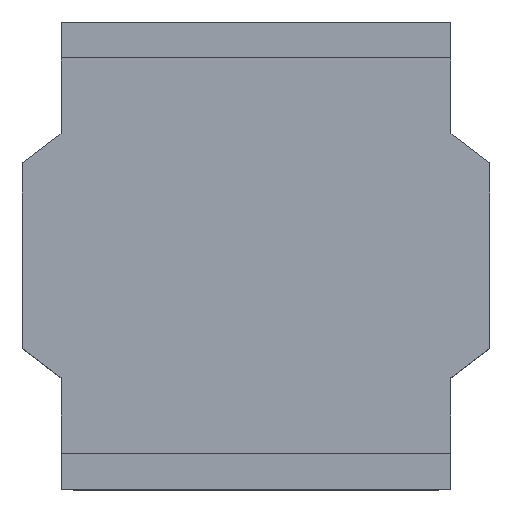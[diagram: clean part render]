
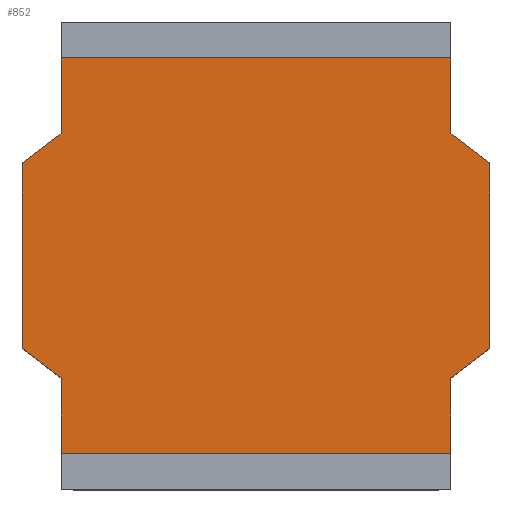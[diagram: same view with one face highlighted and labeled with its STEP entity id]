
A CAD part, top view. The second image highlights one B-rep face of the part: STEP entity #852.
In plain terms, the highlighted planar face has unit normal (0, 0, 1).
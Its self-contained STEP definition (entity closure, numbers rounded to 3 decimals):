
#51=FACE_OUTER_BOUND('',#100,.T.);
#100=EDGE_LOOP('',(#580,#581,#582,#583,#584,#585,#586,#587,#588,#589,#590,
#591));
#159=LINE('',#1253,#263);
#165=LINE('',#1266,#269);
#167=LINE('',#1271,#271);
#168=LINE('',#1273,#272);
#169=LINE('',#1275,#273);
#170=LINE('',#1276,#274);
#171=LINE('',#1278,#275);
#172=LINE('',#1280,#276);
#173=LINE('',#1282,#277);
#174=LINE('',#1284,#278);
#175=LINE('',#1285,#279);
#176=LINE('',#1286,#280);
#263=VECTOR('',#1001,1.269);
#269=VECTOR('',#1009,1.269);
#271=VECTOR('',#1013,0.518);
#272=VECTOR('',#1014,2.667);
#273=VECTOR('',#1015,0.518);
#274=VECTOR('',#1016,0.333);
#275=VECTOR('',#1017,0.333);
#276=VECTOR('',#1018,0.518);
#277=VECTOR('',#1019,2.667);
#278=VECTOR('',#1020,0.518);
#279=VECTOR('',#1021,0.333);
#280=VECTOR('',#1022,0.333);
#367=VERTEX_POINT('',#1251);
#368=VERTEX_POINT('',#1252);
#373=VERTEX_POINT('',#1263);
#374=VERTEX_POINT('',#1265);
#375=VERTEX_POINT('',#1269);
#376=VERTEX_POINT('',#1270);
#377=VERTEX_POINT('',#1272);
#378=VERTEX_POINT('',#1274);
#379=VERTEX_POINT('',#1277);
#380=VERTEX_POINT('',#1279);
#381=VERTEX_POINT('',#1281);
#382=VERTEX_POINT('',#1283);
#449=EDGE_CURVE('',#367,#368,#159,.T.);
#455=EDGE_CURVE('',#374,#373,#165,.T.);
#457=EDGE_CURVE('',#375,#376,#167,.T.);
#458=EDGE_CURVE('',#377,#375,#168,.T.);
#459=EDGE_CURVE('',#378,#377,#169,.T.);
#460=EDGE_CURVE('',#367,#378,#170,.T.);
#461=EDGE_CURVE('',#379,#368,#171,.T.);
#462=EDGE_CURVE('',#380,#379,#172,.T.);
#463=EDGE_CURVE('',#381,#380,#173,.T.);
#464=EDGE_CURVE('',#382,#381,#174,.T.);
#465=EDGE_CURVE('',#374,#382,#175,.T.);
#466=EDGE_CURVE('',#376,#373,#176,.T.);
#580=ORIENTED_EDGE('',*,*,#457,.F.);
#581=ORIENTED_EDGE('',*,*,#458,.F.);
#582=ORIENTED_EDGE('',*,*,#459,.F.);
#583=ORIENTED_EDGE('',*,*,#460,.F.);
#584=ORIENTED_EDGE('',*,*,#449,.T.);
#585=ORIENTED_EDGE('',*,*,#461,.F.);
#586=ORIENTED_EDGE('',*,*,#462,.F.);
#587=ORIENTED_EDGE('',*,*,#463,.F.);
#588=ORIENTED_EDGE('',*,*,#464,.F.);
#589=ORIENTED_EDGE('',*,*,#465,.F.);
#590=ORIENTED_EDGE('',*,*,#455,.T.);
#591=ORIENTED_EDGE('',*,*,#466,.F.);
#810=PLANE('',#917);
#852=ADVANCED_FACE('',(#51),#810,.F.);
#917=AXIS2_PLACEMENT_3D('',#1268,#1011,#1012);
#1001=DIRECTION('',(0.,1.,0.));
#1009=DIRECTION('',(0.,-1.,0.));
#1011=DIRECTION('center_axis',(0.,0.,-1.));
#1012=DIRECTION('ref_axis',(-1.,0.,0.));
#1013=DIRECTION('',(0.,1.,0.));
#1014=DIRECTION('',(-1.,0.,0.));
#1015=DIRECTION('',(0.,-1.,0.));
#1016=DIRECTION('',(-0.8,-0.599,0.));
#1017=DIRECTION('',(0.8,-0.599,0.));
#1018=DIRECTION('',(0.,-1.,0.));
#1019=DIRECTION('',(1.,0.,0.));
#1020=DIRECTION('',(0.,1.,0.));
#1021=DIRECTION('',(0.8,0.599,0.));
#1022=DIRECTION('',(-0.8,0.599,0.));
#1251=CARTESIAN_POINT('',(1.6,-0.634,1.49));
#1252=CARTESIAN_POINT('',(1.6,0.634,1.49));
#1253=CARTESIAN_POINT('',(1.6,-0.634,1.49));
#1263=CARTESIAN_POINT('',(-1.6,-0.634,1.49));
#1265=CARTESIAN_POINT('',(-1.6,0.634,1.49));
#1266=CARTESIAN_POINT('',(-1.6,0.634,1.49));
#1268=CARTESIAN_POINT('Origin',(0.,0.,1.49));
#1269=CARTESIAN_POINT('',(-1.334,-1.352,1.49));
#1270=CARTESIAN_POINT('',(-1.334,-0.834,1.49));
#1271=CARTESIAN_POINT('',(-1.334,-1.352,1.49));
#1272=CARTESIAN_POINT('',(1.334,-1.352,1.49));
#1273=CARTESIAN_POINT('',(1.334,-1.352,1.49));
#1274=CARTESIAN_POINT('',(1.334,-0.834,1.49));
#1275=CARTESIAN_POINT('',(1.334,-0.834,1.49));
#1276=CARTESIAN_POINT('',(1.6,-0.634,1.49));
#1277=CARTESIAN_POINT('',(1.334,0.834,1.49));
#1278=CARTESIAN_POINT('',(1.334,0.834,1.49));
#1279=CARTESIAN_POINT('',(1.334,1.352,1.49));
#1280=CARTESIAN_POINT('',(1.334,1.352,1.49));
#1281=CARTESIAN_POINT('',(-1.334,1.352,1.49));
#1282=CARTESIAN_POINT('',(-1.334,1.352,1.49));
#1283=CARTESIAN_POINT('',(-1.334,0.834,1.49));
#1284=CARTESIAN_POINT('',(-1.334,0.834,1.49));
#1285=CARTESIAN_POINT('',(-1.6,0.634,1.49));
#1286=CARTESIAN_POINT('',(-1.334,-0.834,1.49));
